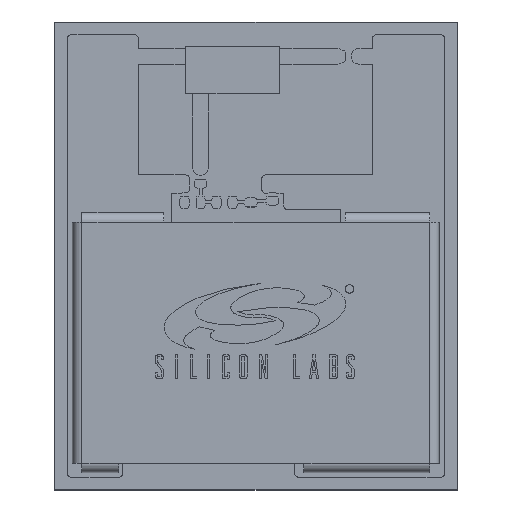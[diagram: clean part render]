
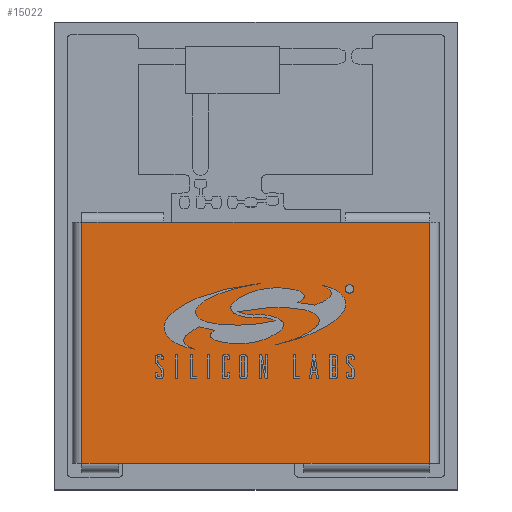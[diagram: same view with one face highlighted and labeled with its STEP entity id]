
A CAD part, top view. The second image highlights one B-rep face of the part: STEP entity #15022.
In plain terms, the highlighted planar face has unit normal (0, 0, 1).
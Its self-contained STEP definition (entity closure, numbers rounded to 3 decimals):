
#654=FACE_OUTER_BOUND('',#1519,.T.);
#1519=EDGE_LOOP('',(#9869,#9870,#9871,#9872,#9873,#9874,#9875,#9876));
#2392=LINE('',#21029,#4281);
#2393=LINE('',#21031,#4282);
#2394=LINE('',#21033,#4283);
#2395=LINE('',#21035,#4284);
#2396=LINE('',#21037,#4285);
#2397=LINE('',#21039,#4286);
#2398=LINE('',#21041,#4287);
#2399=LINE('',#21042,#4288);
#4281=VECTOR('',#17019,1000.);
#4282=VECTOR('',#17020,1000.);
#4283=VECTOR('',#17021,1000.);
#4284=VECTOR('',#17022,1000.);
#4285=VECTOR('',#17023,1000.);
#4286=VECTOR('',#17024,1000.);
#4287=VECTOR('',#17025,1000.);
#4288=VECTOR('',#17026,1000.);
#6170=VERTEX_POINT('',#21027);
#6171=VERTEX_POINT('',#21028);
#6172=VERTEX_POINT('',#21030);
#6173=VERTEX_POINT('',#21032);
#6174=VERTEX_POINT('',#21034);
#6175=VERTEX_POINT('',#21036);
#6176=VERTEX_POINT('',#21038);
#6177=VERTEX_POINT('',#21040);
#7640=EDGE_CURVE('',#6170,#6171,#2392,.T.);
#7641=EDGE_CURVE('',#6171,#6172,#2393,.T.);
#7642=EDGE_CURVE('',#6173,#6172,#2394,.T.);
#7643=EDGE_CURVE('',#6173,#6174,#2395,.T.);
#7644=EDGE_CURVE('',#6175,#6174,#2396,.T.);
#7645=EDGE_CURVE('',#6176,#6175,#2397,.T.);
#7646=EDGE_CURVE('',#6176,#6177,#2398,.T.);
#7647=EDGE_CURVE('',#6177,#6170,#2399,.T.);
#9869=ORIENTED_EDGE('',*,*,#7640,.T.);
#9870=ORIENTED_EDGE('',*,*,#7641,.T.);
#9871=ORIENTED_EDGE('',*,*,#7642,.F.);
#9872=ORIENTED_EDGE('',*,*,#7643,.T.);
#9873=ORIENTED_EDGE('',*,*,#7644,.F.);
#9874=ORIENTED_EDGE('',*,*,#7645,.F.);
#9875=ORIENTED_EDGE('',*,*,#7646,.T.);
#9876=ORIENTED_EDGE('',*,*,#7647,.T.);
#14327=PLANE('',#15954);
#15022=ADVANCED_FACE('',(#654),#14327,.F.);
#15954=AXIS2_PLACEMENT_3D('',#21026,#17017,#17018);
#17017=DIRECTION('center_axis',(0.,0.,-1.));
#17018=DIRECTION('ref_axis',(0.,-1.,0.));
#17019=DIRECTION('',(1.,0.,0.));
#17020=DIRECTION('',(0.,1.,0.));
#17021=DIRECTION('',(1.,0.,0.));
#17022=DIRECTION('',(-1.,0.,0.));
#17023=DIRECTION('',(1.,0.,0.));
#17024=DIRECTION('',(0.,1.,0.));
#17025=DIRECTION('',(1.,0.,0.));
#17026=DIRECTION('',(1.,0.,0.));
#21026=CARTESIAN_POINT('Origin',(6.8,-8.1,2.1));
#21027=CARTESIAN_POINT('',(6.787,-13.296,2.1));
#21028=CARTESIAN_POINT('',(10.817,-13.296,2.1));
#21029=CARTESIAN_POINT('',(6.8,-13.296,2.1));
#21030=CARTESIAN_POINT('',(10.817,-5.566,2.1));
#21031=CARTESIAN_POINT('',(10.817,-8.1,2.1));
#21032=CARTESIAN_POINT('',(8.117,-5.566,2.1));
#21033=CARTESIAN_POINT('',(6.8,-5.566,2.1));
#21034=CARTESIAN_POINT('',(2.292,-5.566,2.1));
#21035=CARTESIAN_POINT('',(2.292,-5.566,2.1));
#21036=CARTESIAN_POINT('',(-0.333,-5.566,2.1));
#21037=CARTESIAN_POINT('',(6.8,-5.566,2.1));
#21038=CARTESIAN_POINT('',(-0.333,-13.296,2.1));
#21039=CARTESIAN_POINT('',(-0.333,-8.1,2.1));
#21040=CARTESIAN_POINT('',(0.847,-13.296,2.1));
#21041=CARTESIAN_POINT('',(6.8,-13.296,2.1));
#21042=CARTESIAN_POINT('',(0.847,-13.296,2.1));
